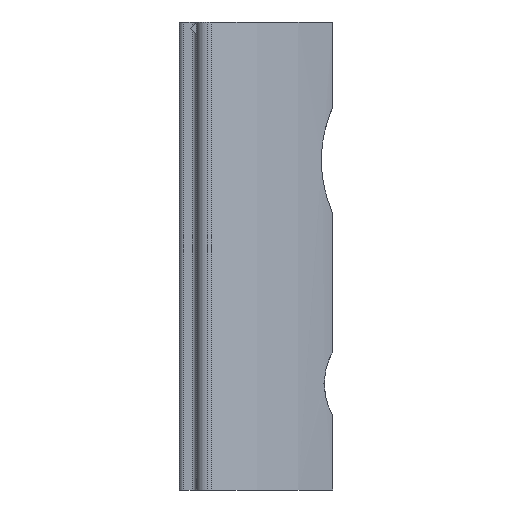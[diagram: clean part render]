
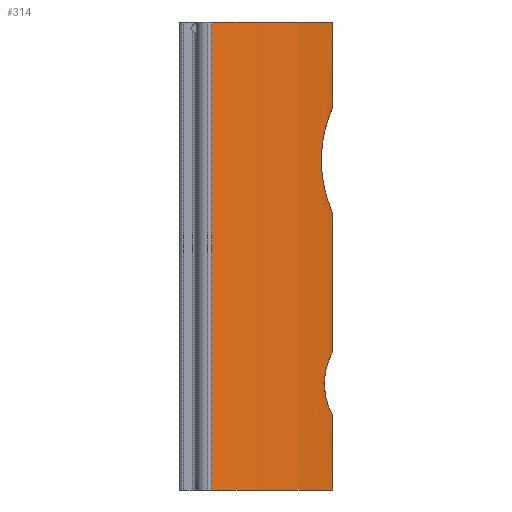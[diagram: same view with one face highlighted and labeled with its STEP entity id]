
A CAD part, left-side view. The second image highlights one B-rep face of the part: STEP entity #314.
In plain terms, the highlighted cylindrical face has radius 15 mm (diameter 30 mm), a partial arc.
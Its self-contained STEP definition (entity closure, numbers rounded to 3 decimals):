
#2 = AXIS2_PLACEMENT_3D ( 'NONE', #492, #859, #481 ) ;
#4 = CARTESIAN_POINT ( 'NONE',  ( -2.105, -7.123, 17.815 ) ) ;
#6 = ORIENTED_EDGE ( 'NONE', *, *, #211, .T. ) ;
#11 = CARTESIAN_POINT ( 'NONE',  ( -2.366, -6.924, 17.231 ) ) ;
#13 = CARTESIAN_POINT ( 'NONE',  ( -2.438, -6.868, 17.025 ) ) ;
#15 = CARTESIAN_POINT ( 'NONE',  ( -2.2, -7.052, 17.626 ) ) ;
#18 = CARTESIAN_POINT ( 'NONE',  ( -2.555, -6.774, 16.601 ) ) ;
#25 = CARTESIAN_POINT ( 'NONE',  ( -2., -7.2, 17.998 ) ) ;
#26 = CARTESIAN_POINT ( 'NONE',  ( -2.6, -6.738, 16.385 ) ) ;
#28 = CARTESIAN_POINT ( 'NONE',  ( -2.66, -6.688, 15.946 ) ) ;
#29 = DIRECTION ( 'NONE',  ( 0., 0., -1. ) ) ;
#32 = CARTESIAN_POINT ( 'NONE',  ( -2.676, -6.676, 15.72 ) ) ;
#34 = DIRECTION ( 'NONE',  ( 1., 0., 0. ) ) ;
#36 = CARTESIAN_POINT ( 'NONE',  ( -2.675, -6.676, 15.271 ) ) ;
#48 = CARTESIAN_POINT ( 'NONE',  ( -2.599, -6.738, 14.609 ) ) ;
#51 = CARTESIAN_POINT ( 'NONE',  ( -2.553, -6.776, 14.39 ) ) ;
#73 = CARTESIAN_POINT ( 'NONE',  ( -2.377, -6.916, 13.757 ) ) ;
#95 = CARTESIAN_POINT ( 'NONE',  ( -2.66, -6.689, 15.049 ) ) ;
#112 = CARTESIAN_POINT ( 'NONE',  ( -2., -7.2, 13.002 ) ) ;
#119 = CARTESIAN_POINT ( 'NONE',  ( -2.21, -7.047, 13.367 ) ) ;
#124 = LINE ( 'NONE', #1174, #924 ) ;
#131 = ORIENTED_EDGE ( 'NONE', *, *, #566, .F. ) ;
#142 = EDGE_CURVE ( 'NONE', #686, #1162, #920, .T. ) ;
#147 = CARTESIAN_POINT ( 'NONE',  ( -2.5, -6.818, 5.139 ) ) ;
#174 = ORIENTED_EDGE ( 'NONE', *, *, #426, .F. ) ;
#211 = EDGE_CURVE ( 'NONE', #456, #370, #1053, .T. ) ;
#244 = EDGE_CURVE ( 'NONE', #1047, #1214, #124, .T. ) ;
#299 = VECTOR ( 'NONE', #550, 1000. ) ;
#314 = ADVANCED_FACE ( 'NONE', ( #749 ), #445, .T. ) ;
#362 = LINE ( 'NONE', #770, #1111 ) ;
#370 = VERTEX_POINT ( 'NONE', #753 ) ;
#377 = CARTESIAN_POINT ( 'NONE',  ( -2.443, -6.863, 5.547 ) ) ;
#426 = EDGE_CURVE ( 'NONE', #995, #1162, #1300, .T. ) ;
#436 = CARTESIAN_POINT ( 'NONE',  ( -6.702, -1.514, 0. ) ) ;
#445 = CYLINDRICAL_SURFACE ( 'NONE', #1212, 15. ) ;
#448 = CARTESIAN_POINT ( 'NONE',  ( -2., -7.2, 22. ) ) ;
#456 = VERTEX_POINT ( 'NONE', #1038 ) ;
#468 = ORIENTED_EDGE ( 'NONE', *, *, #244, .T. ) ;
#479 = EDGE_CURVE ( 'NONE', #686, #1275, #362, .T. ) ;
#481 = DIRECTION ( 'NONE',  ( 1., 0., 0. ) ) ;
#488 = AXIS2_PLACEMENT_3D ( 'NONE', #879, #788, #34 ) ;
#490 = CARTESIAN_POINT ( 'NONE',  ( -2.279, -6.991, 6.062 ) ) ;
#492 = CARTESIAN_POINT ( 'NONE',  ( 6.854, 4.908, 0. ) ) ;
#521 = CARTESIAN_POINT ( 'NONE',  ( -2., -7.2, 13.002 ) ) ;
#530 = CARTESIAN_POINT ( 'NONE',  ( -2., -7.2, 0. ) ) ;
#547 = EDGE_CURVE ( 'NONE', #1047, #995, #1299, .T. ) ;
#550 = DIRECTION ( 'NONE',  ( 0., 0., -1. ) ) ;
#556 = LINE ( 'NONE', #1056, #1272 ) ;
#557 = EDGE_CURVE ( 'NONE', #1214, #1092, #821, .T. ) ;
#566 = EDGE_CURVE ( 'NONE', #456, #1092, #556, .T. ) ;
#586 = CARTESIAN_POINT ( 'NONE',  ( -2.5, -6.818, 5. ) ) ;
#590 = CARTESIAN_POINT ( 'NONE',  ( -2., -7.2, 6.5 ) ) ;
#610 = EDGE_CURVE ( 'NONE', #370, #1275, #900, .T. ) ;
#611 = CARTESIAN_POINT ( 'NONE',  ( -2., -7.2, 22. ) ) ;
#652 = DIRECTION ( 'NONE',  ( 0., 0., -1. ) ) ;
#686 = VERTEX_POINT ( 'NONE', #521 ) ;
#749 = FACE_OUTER_BOUND ( 'NONE', #874, .T. ) ;
#753 = CARTESIAN_POINT ( 'NONE',  ( -2.5, -6.818, 5. ) ) ;
#754 = CARTESIAN_POINT ( 'NONE',  ( 6.854, 4.908, 22. ) ) ;
#770 = CARTESIAN_POINT ( 'NONE',  ( -2., -7.2, 22. ) ) ;
#788 = DIRECTION ( 'NONE',  ( 0., 0., 1. ) ) ;
#821 = CIRCLE ( 'NONE', #2, 15. ) ;
#822 = CARTESIAN_POINT ( 'NONE',  ( -6.702, -1.514, 22. ) ) ;
#844 = DIRECTION ( 'NONE',  ( -1., 0., 0. ) ) ;
#859 = DIRECTION ( 'NONE',  ( 0., 0., 1. ) ) ;
#874 = EDGE_LOOP ( 'NONE', ( #1142, #1295, #174, #1298, #468, #1016, #131, #6, #1153 ) ) ;
#879 = CARTESIAN_POINT ( 'NONE',  ( 6.854, 4.908, 22. ) ) ;
#900 = B_SPLINE_CURVE_WITH_KNOTS ( 'NONE', 3,
 ( #586, #147, #974, #377, #1057, #490, #1151, #590 ),
 .UNSPECIFIED., .F., .F.,
 ( 4, 2, 2, 4 ),
 ( 0.002, 0.002, 0.002, 0.003 ),
 .UNSPECIFIED. ) ;
#920 = B_SPLINE_CURVE_WITH_KNOTS ( 'NONE', 3,
 ( #112, #119, #73, #51, #48, #95, #36, #32, #28, #26, #18, #13, #11, #15, #4, #25 ),
 .UNSPECIFIED., .F., .F.,
 ( 4, 2, 2, 2, 2, 2, 2, 4 ),
 ( 0., 0.002, 0.002, 0.003, 0.004, 0.004, 0.005, 0.006 ),
 .UNSPECIFIED. ) ;
#924 = VECTOR ( 'NONE', #1069, 1000. ) ;
#956 = DIRECTION ( 'NONE',  ( 0., 0., -1. ) ) ;
#974 = CARTESIAN_POINT ( 'NONE',  ( -2.489, -6.827, 5.276 ) ) ;
#979 = CARTESIAN_POINT ( 'NONE',  ( -2.278, -6.992, 3.936 ) ) ;
#995 = VERTEX_POINT ( 'NONE', #611 ) ;
#1016 = ORIENTED_EDGE ( 'NONE', *, *, #557, .T. ) ;
#1032 = CARTESIAN_POINT ( 'NONE',  ( -2.154, -7.088, 3.705 ) ) ;
#1038 = CARTESIAN_POINT ( 'NONE',  ( -2., -7.2, 3.5 ) ) ;
#1047 = VERTEX_POINT ( 'NONE', #822 ) ;
#1053 = B_SPLINE_CURVE_WITH_KNOTS ( 'NONE', 3,
 ( #1087, #1032, #979, #1130, #1147, #1156, #1160, #1234 ),
 .UNSPECIFIED., .F., .F.,
 ( 4, 2, 2, 4 ),
 ( 0., 0.001, 0.001, 0.002 ),
 .UNSPECIFIED. ) ;
#1056 = CARTESIAN_POINT ( 'NONE',  ( -2., -7.2, 22. ) ) ;
#1057 = CARTESIAN_POINT ( 'NONE',  ( -2.409, -6.89, 5.681 ) ) ;
#1069 = DIRECTION ( 'NONE',  ( 0., 0., -1. ) ) ;
#1087 = CARTESIAN_POINT ( 'NONE',  ( -2., -7.2, 3.5 ) ) ;
#1092 = VERTEX_POINT ( 'NONE', #530 ) ;
#1111 = VECTOR ( 'NONE', #956, 1000. ) ;
#1130 = CARTESIAN_POINT ( 'NONE',  ( -2.409, -6.89, 4.32 ) ) ;
#1142 = ORIENTED_EDGE ( 'NONE', *, *, #479, .F. ) ;
#1147 = CARTESIAN_POINT ( 'NONE',  ( -2.443, -6.863, 4.451 ) ) ;
#1151 = CARTESIAN_POINT ( 'NONE',  ( -2.154, -7.088, 6.295 ) ) ;
#1153 = ORIENTED_EDGE ( 'NONE', *, *, #610, .T. ) ;
#1156 = CARTESIAN_POINT ( 'NONE',  ( -2.488, -6.828, 4.721 ) ) ;
#1160 = CARTESIAN_POINT ( 'NONE',  ( -2.5, -6.818, 4.861 ) ) ;
#1162 = VERTEX_POINT ( 'NONE', #1278 ) ;
#1174 = CARTESIAN_POINT ( 'NONE',  ( -6.702, -1.514, 22. ) ) ;
#1212 = AXIS2_PLACEMENT_3D ( 'NONE', #754, #652, #844 ) ;
#1214 = VERTEX_POINT ( 'NONE', #436 ) ;
#1215 = CARTESIAN_POINT ( 'NONE',  ( -2., -7.2, 6.5 ) ) ;
#1234 = CARTESIAN_POINT ( 'NONE',  ( -2.5, -6.818, 5. ) ) ;
#1272 = VECTOR ( 'NONE', #29, 1000. ) ;
#1275 = VERTEX_POINT ( 'NONE', #1215 ) ;
#1278 = CARTESIAN_POINT ( 'NONE',  ( -2., -7.2, 17.998 ) ) ;
#1295 = ORIENTED_EDGE ( 'NONE', *, *, #142, .T. ) ;
#1298 = ORIENTED_EDGE ( 'NONE', *, *, #547, .F. ) ;
#1299 = CIRCLE ( 'NONE', #488, 15. ) ;
#1300 = LINE ( 'NONE', #448, #299 ) ;
